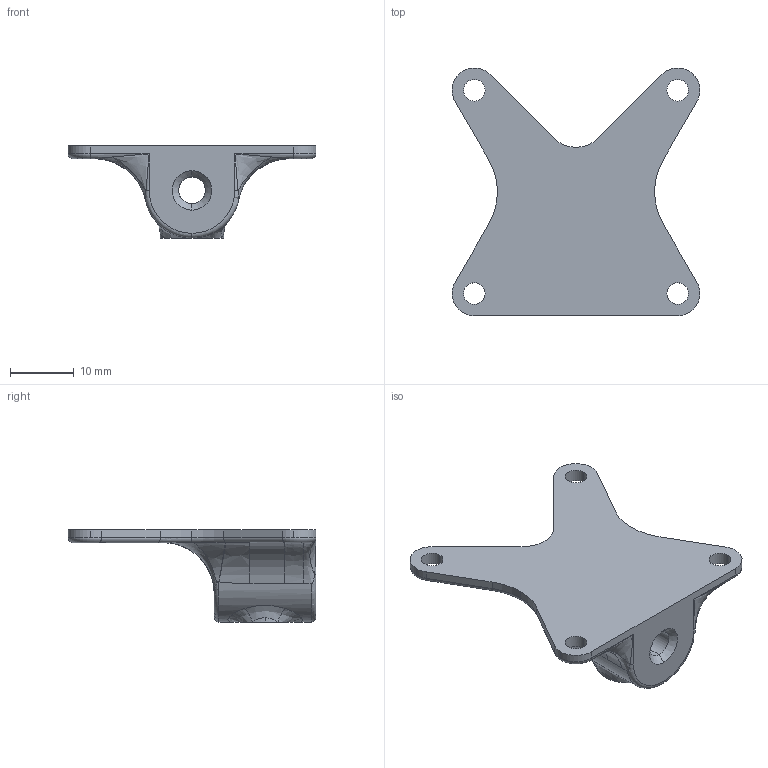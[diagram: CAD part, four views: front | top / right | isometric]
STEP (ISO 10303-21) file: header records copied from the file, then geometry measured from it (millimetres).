
FILE_DESCRIPTION (( 'STEP AP203' ), '1' );
FILE_NAME ('indicator_mount_lever_typ.STEP', '2019-07-10T14:58:08', ( '' ), ( '' ), 'SwSTEP 2.0', 'SolidWorks 2018', '' );
FILE_SCHEMA (( 'CONFIG_CONTROL_DESIGN' ));
Length unit declared in the file: millimetre
Products named in the file (1): indicator_mount_lever_typ
Bounding box: 39 x 38.99 x 14.5 mm (x, y, z)
Volume: 4917.8 mm3; surface area: 3200.9 mm2
Topology: 1 solids, 1 shells, 148 faces, 411 edges, 255 vertices
Faces by surface type: cylinder 79, bspline 34, torus 16, plane 14, cone 5
Entity records: 14014 total; most frequent: CARTESIAN_POINT 10676, ORIENTED_EDGE 810, DIRECTION 565, EDGE_CURVE 405, VERTEX_POINT 255, AXIS2_PLACEMENT_3D 232, EDGE_LOOP 156, ADVANCED_FACE 148
